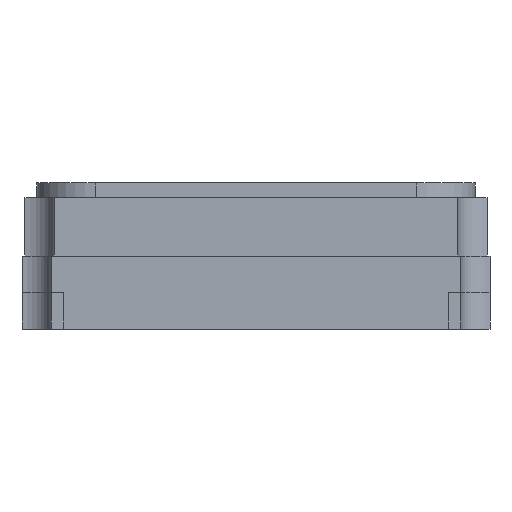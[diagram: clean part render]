
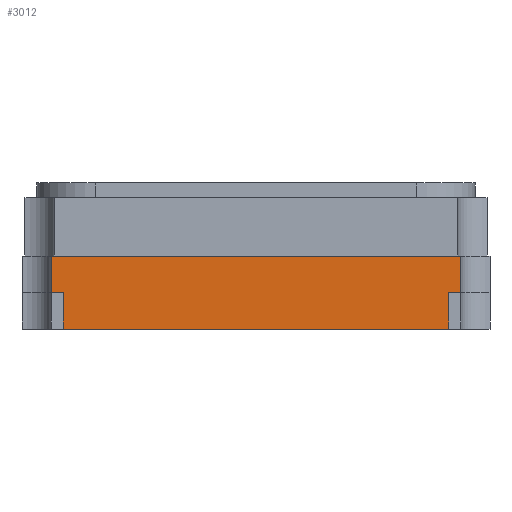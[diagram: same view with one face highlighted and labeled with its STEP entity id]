
A CAD part, left-side view. The second image highlights one B-rep face of the part: STEP entity #3012.
In plain terms, the highlighted planar face has unit normal (-1, 0, 0).
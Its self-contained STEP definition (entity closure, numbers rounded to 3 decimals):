
#273=ORIENTED_EDGE('',*,*,#1179,.F.);
#274=ORIENTED_EDGE('',*,*,#1180,.T.);
#275=ORIENTED_EDGE('',*,*,#1142,.T.);
#276=ORIENTED_EDGE('',*,*,#1181,.F.);
#277=ORIENTED_EDGE('',*,*,#1182,.T.);
#278=ORIENTED_EDGE('',*,*,#1183,.F.);
#279=ORIENTED_EDGE('',*,*,#1184,.F.);
#280=ORIENTED_EDGE('',*,*,#1185,.T.);
#1142=EDGE_CURVE('',#1598,#1597,#1901,.T.);
#1179=EDGE_CURVE('',#1630,#1631,#1936,.T.);
#1180=EDGE_CURVE('',#1630,#1598,#1937,.T.);
#1181=EDGE_CURVE('',#1632,#1597,#1938,.T.);
#1182=EDGE_CURVE('',#1632,#1633,#1939,.T.);
#1183=EDGE_CURVE('',#1634,#1633,#1940,.T.);
#1184=EDGE_CURVE('',#1635,#1634,#1941,.T.);
#1185=EDGE_CURVE('',#1635,#1631,#1942,.T.);
#1597=VERTEX_POINT('',#4780);
#1598=VERTEX_POINT('',#4782);
#1630=VERTEX_POINT('',#4855);
#1631=VERTEX_POINT('',#4856);
#1632=VERTEX_POINT('',#4859);
#1633=VERTEX_POINT('',#4861);
#1634=VERTEX_POINT('',#4863);
#1635=VERTEX_POINT('',#4865);
#1901=LINE('',#4781,#2200);
#1936=LINE('',#4854,#2235);
#1937=LINE('',#4857,#2236);
#1938=LINE('',#4858,#2237);
#1939=LINE('',#4860,#2238);
#1940=LINE('',#4862,#2239);
#1941=LINE('',#4864,#2240);
#1942=LINE('',#4866,#2241);
#2200=VECTOR('',#4085,1000.);
#2235=VECTOR('',#4132,1000.);
#2236=VECTOR('',#4133,1000.);
#2237=VECTOR('',#4134,1000.);
#2238=VECTOR('',#4135,1000.);
#2239=VECTOR('',#4136,1000.);
#2240=VECTOR('',#4137,1000.);
#2241=VECTOR('',#4138,1000.);
#2495=EDGE_LOOP('',(#273,#274,#275,#276,#277,#278,#279,#280));
#2682=FACE_BOUND('',#2495,.T.);
#2868=PLANE('',#3885);
#3012=ADVANCED_FACE('',(#2682),#2868,.F.);
#3885=AXIS2_PLACEMENT_3D('',#4853,#4130,#4131);
#4085=DIRECTION('',(0.,-1.,0.));
#4130=DIRECTION('',(1.,0.,0.));
#4131=DIRECTION('',(0.,0.,-1.));
#4132=DIRECTION('',(0.,1.,0.));
#4133=DIRECTION('',(0.,0.,-1.));
#4134=DIRECTION('',(0.,0.,-1.));
#4135=DIRECTION('',(0.,-1.,0.));
#4136=DIRECTION('',(0.,0.,-1.));
#4137=DIRECTION('',(0.,-1.,0.));
#4138=DIRECTION('',(0.,0.,-1.));
#4780=CARTESIAN_POINT('',(-1.,-0.659,0.));
#4781=CARTESIAN_POINT('',(-1.,0.7,0.));
#4782=CARTESIAN_POINT('',(-1.,0.659,0.));
#4853=CARTESIAN_POINT('',(-1.,0.7,0.25));
#4854=CARTESIAN_POINT('',(-1.,0.659,0.125));
#4855=CARTESIAN_POINT('',(-1.,0.659,0.125));
#4856=CARTESIAN_POINT('',(-1.,0.7,0.125));
#4857=CARTESIAN_POINT('',(-1.,0.659,0.125));
#4858=CARTESIAN_POINT('',(-1.,-0.659,0.125));
#4859=CARTESIAN_POINT('',(-1.,-0.659,0.125));
#4860=CARTESIAN_POINT('',(-1.,-0.659,0.125));
#4861=CARTESIAN_POINT('',(-1.,-0.7,0.125));
#4862=CARTESIAN_POINT('',(-1.,-0.7,0.25));
#4863=CARTESIAN_POINT('',(-1.,-0.7,0.25));
#4864=CARTESIAN_POINT('',(-1.,0.7,0.25));
#4865=CARTESIAN_POINT('',(-1.,0.7,0.25));
#4866=CARTESIAN_POINT('',(-1.,0.7,0.25));
